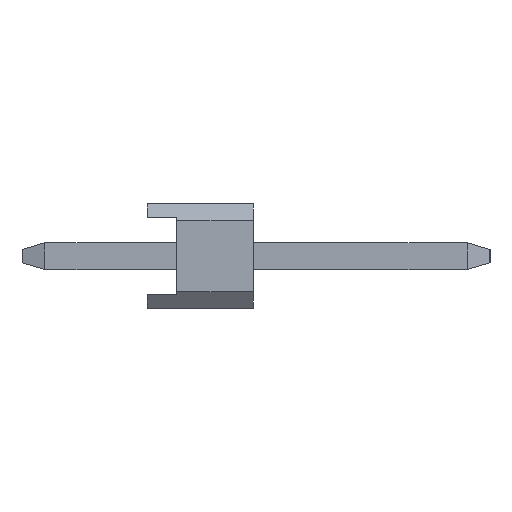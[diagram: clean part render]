
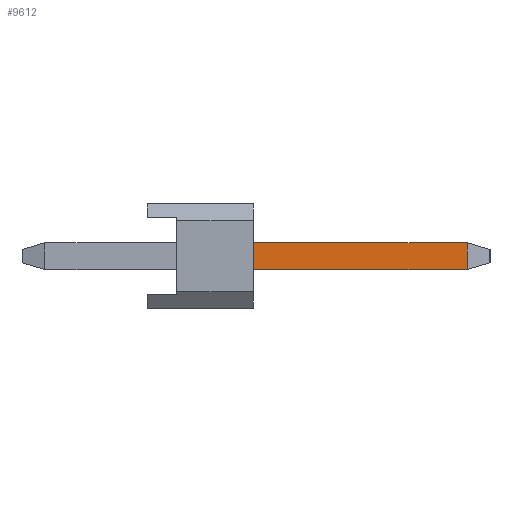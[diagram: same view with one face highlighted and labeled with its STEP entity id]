
A CAD part, left-side view. The second image highlights one B-rep face of the part: STEP entity #9612.
In plain terms, the highlighted planar face has unit normal (-1, 0, 0).
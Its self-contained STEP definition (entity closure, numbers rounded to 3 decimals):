
#3562=VERTEX_POINT('',#10349);
#5188=VERTEX_POINT('',#12163);
#6796=VERTEX_POINT('',#13913);
#7010=VERTEX_POINT('',#14150);
#8248=EDGE_CURVE('',#5188,#3562,#15535,.T.);
#8914=EDGE_CURVE('',#6796,#7010,#16264,.T.);
#9002=EDGE_CURVE('',#7010,#5188,#16356,.T.);
#9506=EDGE_CURVE('',#3562,#6796,#16905,.T.);
#9612=ADVANCED_FACE('',(#17023),#17024,.T.);
#10349=CARTESIAN_POINT('',(-26.99,-2.54,0.32));
#12163=CARTESIAN_POINT('',(-26.99,-2.54,-0.32));
#13913=CARTESIAN_POINT('',(-26.99,-7.654,0.32));
#14150=CARTESIAN_POINT('',(-26.99,-7.654,-0.32));
#15535=LINE('',#25427,#25428);
#16264=LINE('',#26490,#26491);
#16356=LINE('',#26628,#26629);
#16905=LINE('',#27421,#27422);
#17023=FACE_OUTER_BOUND('',#27596,.T.);
#17024=PLANE('',#27597);
#25427=CARTESIAN_POINT('',(-26.99,-2.54,0.252));
#25428=VECTOR('',#34054,1.0);
#26490=CARTESIAN_POINT('',(-26.99,-7.654,0.5));
#26491=VECTOR('',#34735,1.0);
#26628=CARTESIAN_POINT('',(-26.99,2.454,-0.32));
#26629=VECTOR('',#34792,1.0);
#27421=CARTESIAN_POINT('',(-26.99,-2.6,0.32));
#27422=VECTOR('',#35290,1.0);
#27596=EDGE_LOOP('',(#35420,#35421,#35422,#35423));
#27597=AXIS2_PLACEMENT_3D('',#35424,#35425,#35426);
#34054=DIRECTION('',(0.,0.,1.0));
#34735=DIRECTION('',(0.0,0.,-1.0));
#34792=DIRECTION('',(0.,1.0,0.));
#35290=DIRECTION('',(0.,-1.0,0.));
#35420=ORIENTED_EDGE('',*,*,#8248,.F.);
#35421=ORIENTED_EDGE('',*,*,#9002,.F.);
#35422=ORIENTED_EDGE('',*,*,#8914,.F.);
#35423=ORIENTED_EDGE('',*,*,#9506,.F.);
#35424=CARTESIAN_POINT('',(-26.99,2.454,0.5));
#35425=DIRECTION('',(-1.0,0.,0.));
#35426=DIRECTION('',(0.,1.0,0.));
